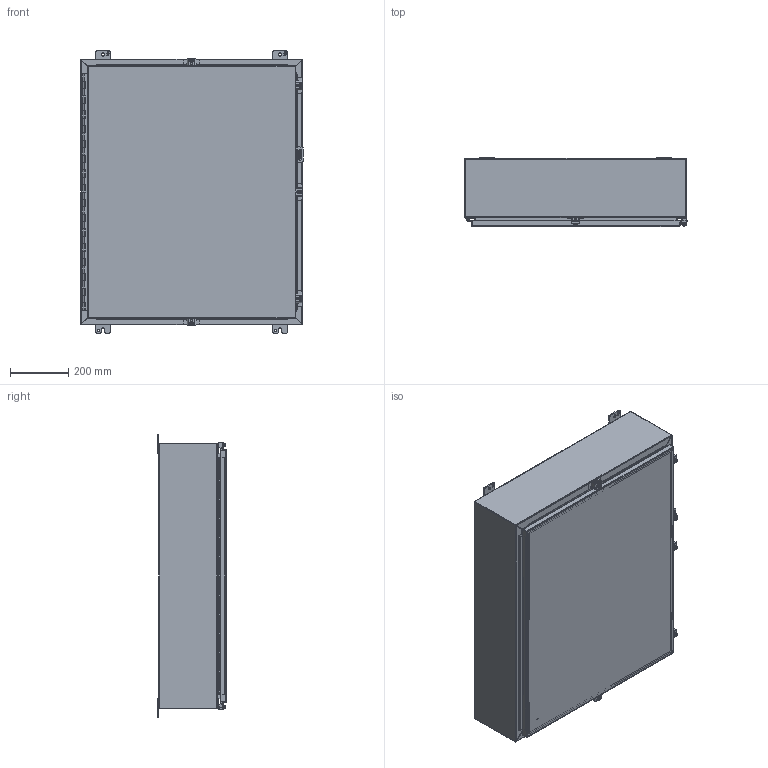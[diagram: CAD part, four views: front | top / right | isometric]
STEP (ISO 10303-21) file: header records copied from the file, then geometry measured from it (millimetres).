
FILE_DESCRIPTION (( 'STEP AP203' ), '1' );
FILE_NAME ('1418N4M8_Default.step', '2019-11-01T14:02:05', ( 'ADC123' ), ( 'Microsoft' ), 'SwSTEP 2.0', 'SolidWorks 2019', '' );
FILE_SCHEMA (( 'CONFIG_CONTROL_DESIGN' ));
Length unit declared in the file: inch
Products named in the file (1): 1418N4M8_Default
Bounding box: 765.17 x 239.7 x 971.55 mm (x, y, z)
Volume: 6257407.3 mm3; surface area: 6424937.5 mm2
Topology: 52 solids, 53 shells, 1829 faces, 4755 edges, 3078 vertices
Faces by surface type: plane 1079, cylinder 648, bspline 80, cone 22
Entity records: 58912 total; most frequent: CARTESIAN_POINT 13577, ORIENTED_EDGE 9502, DIRECTION 9317, EDGE_CURVE 4751, LINE 3269, VECTOR 3269, VERTEX_POINT 3078, AXIS2_PLACEMENT_3D 3024
